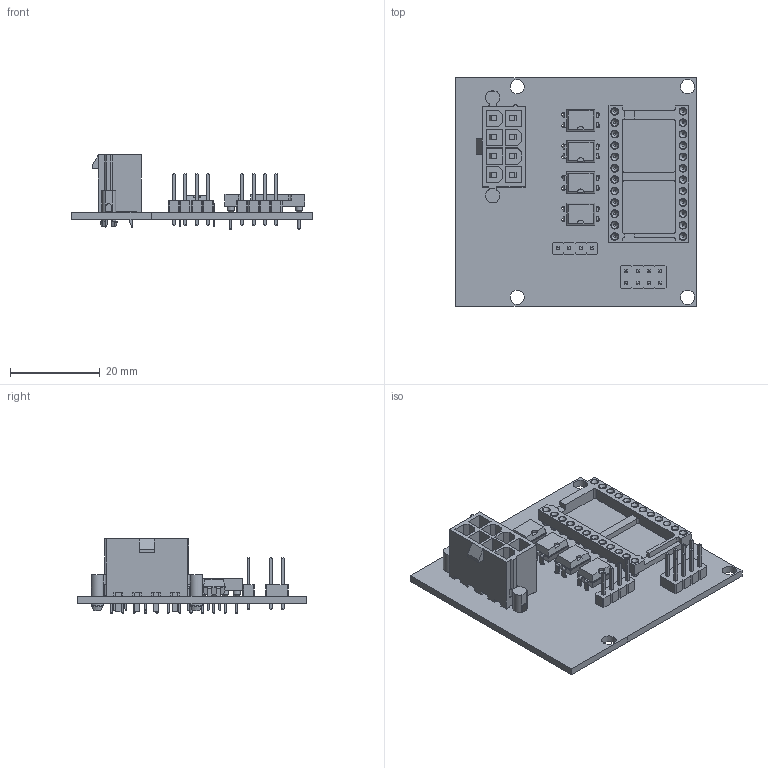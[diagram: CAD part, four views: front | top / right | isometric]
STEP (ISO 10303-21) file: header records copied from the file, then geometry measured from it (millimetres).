
FILE_DESCRIPTION(('KiCad electronic assembly'),'2;1');
FILE_NAME('ABSIS_Pit Management System.step','2023-05-17T01:36:55',( 'Pcbnew'),('Kicad'),'Open CASCADE STEP processor 7.6', 'KiCad to STEP converter','Unknown');
FILE_SCHEMA(('AUTOMOTIVE_DESIGN { 1 0 10303 214 1 1 1 1 }'));
Length unit declared in the file: millimetre
Products named in the file (12): ABSIS_Pit Management System 1; DIP-24_W15.24mm_Socket; SOLID; PinHeader_1x04_P2.54mm_Vertical; Molex_Mini-Fit_Jr_5566-08A2_2x04_P4.20mm_Vertical; DIP-4_W7.62mm; PinHeader_2x04_P2.54mm_Vertical; ABSIS_Pit Management System PCB
Assembly tree (14 placements, depth 3):
  ABSIS_Pit Management System 1
    DIP-24_W15.24mm_Socket
      SOLID
    PinHeader_1x04_P2.54mm_Vertical
      SOLID
    Molex_Mini-Fit_Jr_5566-08A2_2x04_P4.20mm_Vertical
      SOLID
    DIP-4_W7.62mm  x4
      SOLID
    PinHeader_2x04_P2.54mm_Vertical
      SOLID
    ABSIS_Pit Management System PCB
Bounding box: 53.78 x 51 x 16.58 mm (x, y, z)
Volume: 6931.8 mm3; surface area: 11260.6 mm2
Topology: 9 solids, 9 shells, 1271 faces, 2993 edges, 1907 vertices
Faces by surface type: plane 906, cylinder 225, cone 76, bspline 64
Full cylindrical faces by diameter (mm): 0.508 x48, 0.8 x40, 1 x12, 1.4 x8, 1.524 x24, 1.724 x24, 3 x2, 3.2 x4
Entity records: 66962 total; most frequent: CARTESIAN_POINT 13086, DIRECTION 9229, LINE 6056, VECTOR 6056, ORIENTED_EDGE 4738, PCURVE 4738, DEFINITIONAL_REPRESENTATION 4738, EDGE_CURVE 2369
